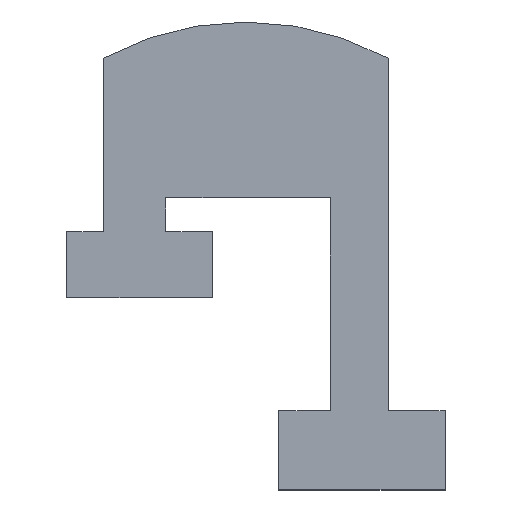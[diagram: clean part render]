
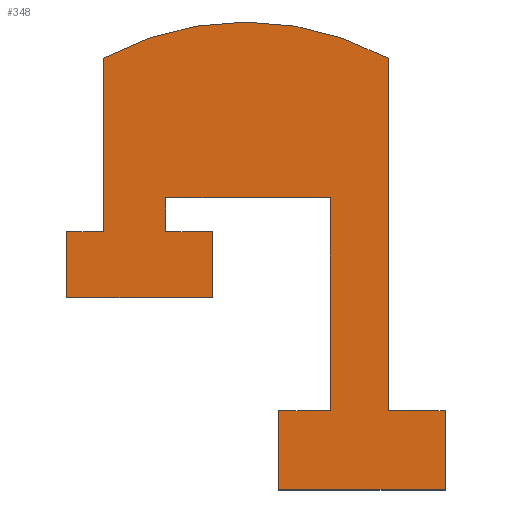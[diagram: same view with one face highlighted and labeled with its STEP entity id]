
A CAD part, top view. The second image highlights one B-rep face of the part: STEP entity #348.
In plain terms, the highlighted planar face has unit normal (0, 0, 1).
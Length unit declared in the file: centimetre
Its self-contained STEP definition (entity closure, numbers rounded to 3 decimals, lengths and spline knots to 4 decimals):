
#1 = EDGE_CURVE ( 'NONE', #393, #42, #228, .T. ) ;
#2 = ORIENTED_EDGE ( 'NONE', *, *, #387, .F. ) ;
#5 = VERTEX_POINT ( 'NONE', #424 ) ;
#7 = VECTOR ( 'NONE', #69, 100. ) ;
#15 = CARTESIAN_POINT ( 'NONE',  ( -2.1949, -1.1155, 2. ) ) ;
#24 = CARTESIAN_POINT ( 'NONE',  ( 3.5983, -7.0135, 2. ) ) ;
#29 = CARTESIAN_POINT ( 'NONE',  ( -6.9791, -3.2925, 2. ) ) ;
#30 = VECTOR ( 'NONE', #410, 100. ) ;
#35 = VECTOR ( 'NONE', #391, 100. ) ;
#42 = VERTEX_POINT ( 'NONE', #76 ) ;
#45 = VERTEX_POINT ( 'NONE', #176 ) ;
#50 = ORIENTED_EDGE ( 'NONE', *, *, #388, .T. ) ;
#52 = CARTESIAN_POINT ( 'NONE',  ( -6.9791, -1.1155, 2. ) ) ;
#59 = DIRECTION ( 'NONE',  ( -1., 0., 0. ) ) ;
#68 = DIRECTION ( 'NONE',  ( 1., 0., 0. ) ) ;
#69 = DIRECTION ( 'NONE',  ( -1., 0., 0. ) ) ;
#75 = EDGE_CURVE ( 'NONE', #531, #344, #277, .T. ) ;
#76 = CARTESIAN_POINT ( 'NONE',  ( 3.5983, 4.5936, 2. ) ) ;
#79 = VECTOR ( 'NONE', #599, 100. ) ;
#85 = VECTOR ( 'NONE', #59, 100. ) ;
#90 = CARTESIAN_POINT ( 'NONE',  ( -5.7858, 4.5936, 2. ) ) ;
#98 = VERTEX_POINT ( 'NONE', #455 ) ;
#100 = VERTEX_POINT ( 'NONE', #259 ) ;
#102 = CARTESIAN_POINT ( 'NONE',  ( 1.6952, 0., 2. ) ) ;
#105 = LINE ( 'NONE', #256, #30 ) ;
#122 = ORIENTED_EDGE ( 'NONE', *, *, #593, .F. ) ;
#123 = EDGE_CURVE ( 'NONE', #42, #140, #171, .T. ) ;
#135 = VECTOR ( 'NONE', #205, 100. ) ;
#138 = VERTEX_POINT ( 'NONE', #513 ) ;
#140 = VERTEX_POINT ( 'NONE', #24 ) ;
#144 = ORIENTED_EDGE ( 'NONE', *, *, #435, .T. ) ;
#149 = ORIENTED_EDGE ( 'NONE', *, *, #495, .T. ) ;
#150 = EDGE_CURVE ( 'NONE', #204, #565, #213, .T. ) ;
#155 = CARTESIAN_POINT ( 'NONE',  ( 0., -9.6207, 2. ) ) ;
#157 = ORIENTED_EDGE ( 'NONE', *, *, #326, .T. ) ;
#161 = EDGE_CURVE ( 'NONE', #98, #5, #105, .T. ) ;
#171 = LINE ( 'NONE', #467, #360 ) ;
#173 = EDGE_LOOP ( 'NONE', ( #2, #200, #192, #551, #149, #157, #484, #442, #501, #587, #408, #50, #385, #144, #392, #122 ) ) ;
#176 = CARTESIAN_POINT ( 'NONE',  ( -2.1949, -3.2925, 2. ) ) ;
#179 = DIRECTION ( 'NONE',  ( 0., -1., 0. ) ) ;
#183 = DIRECTION ( 'NONE',  ( 0., 0., 1. ) ) ;
#186 = LINE ( 'NONE', #389, #608 ) ;
#189 = VERTEX_POINT ( 'NONE', #309 ) ;
#190 = LINE ( 'NONE', #485, #35 ) ;
#192 = ORIENTED_EDGE ( 'NONE', *, *, #434, .T. ) ;
#200 = ORIENTED_EDGE ( 'NONE', *, *, #487, .T. ) ;
#204 = VERTEX_POINT ( 'NONE', #370 ) ;
#205 = DIRECTION ( 'NONE',  ( 0., 1., 0. ) ) ;
#213 = LINE ( 'NONE', #155, #540 ) ;
#228 = CIRCLE ( 'NONE', #562, 9.823 ) ;
#235 = CARTESIAN_POINT ( 'NONE',  ( -3.7187, -1.1155, 2. ) ) ;
#240 = CARTESIAN_POINT ( 'NONE',  ( 0., -7.0135, 2. ) ) ;
#242 = VERTEX_POINT ( 'NONE', #329 ) ;
#254 = EDGE_CURVE ( 'NONE', #5, #312, #186, .T. ) ;
#256 = CARTESIAN_POINT ( 'NONE',  ( -6.9791, -1.1155, 2. ) ) ;
#259 = CARTESIAN_POINT ( 'NONE',  ( 1.6952, -7.0135, 2. ) ) ;
#272 = DIRECTION ( 'NONE',  ( 0., -1., 0. ) ) ;
#274 = VECTOR ( 'NONE', #441, 100. ) ;
#277 = LINE ( 'NONE', #522, #427 ) ;
#286 = VECTOR ( 'NONE', #356, 100. ) ;
#291 = LINE ( 'NONE', #52, #85 ) ;
#295 = LINE ( 'NONE', #240, #274 ) ;
#302 = DIRECTION ( 'NONE',  ( 1., 0., 0. ) ) ;
#304 = CARTESIAN_POINT ( 'NONE',  ( 5.4749, -7.0135, 2. ) ) ;
#307 = AXIS2_PLACEMENT_3D ( 'NONE', #576, #183, #482 ) ;
#308 = DIRECTION ( 'NONE',  ( 0., 1., 0. ) ) ;
#309 = CARTESIAN_POINT ( 'NONE',  ( -2.1949, -1.1155, 2. ) ) ;
#312 = VERTEX_POINT ( 'NONE', #29 ) ;
#313 = LINE ( 'NONE', #512, #7 ) ;
#326 = EDGE_CURVE ( 'NONE', #581, #140, #437, .T. ) ;
#329 = CARTESIAN_POINT ( 'NONE',  ( 0., -7.0135, 2. ) ) ;
#344 = VERTEX_POINT ( 'NONE', #235 ) ;
#348 = ADVANCED_FACE ( 'NONE', ( #630 ), #622, .T. ) ;
#352 = LINE ( 'NONE', #508, #286 ) ;
#356 = DIRECTION ( 'NONE',  ( 0., -1., 0. ) ) ;
#360 = VECTOR ( 'NONE', #571, 100. ) ;
#367 = CARTESIAN_POINT ( 'NONE',  ( 5.4749, -7.0135, 2. ) ) ;
#370 = CARTESIAN_POINT ( 'NONE',  ( 0., -9.6207, 2. ) ) ;
#385 = ORIENTED_EDGE ( 'NONE', *, *, #481, .T. ) ;
#387 = EDGE_CURVE ( 'NONE', #100, #138, #539, .T. ) ;
#388 = EDGE_CURVE ( 'NONE', #312, #45, #190, .T. ) ;
#389 = CARTESIAN_POINT ( 'NONE',  ( -6.9791, -1.1155, 2. ) ) ;
#391 = DIRECTION ( 'NONE',  ( 1., 0., 0. ) ) ;
#392 = ORIENTED_EDGE ( 'NONE', *, *, #75, .F. ) ;
#393 = VERTEX_POINT ( 'NONE', #90 ) ;
#408 = ORIENTED_EDGE ( 'NONE', *, *, #254, .T. ) ;
#410 = DIRECTION ( 'NONE',  ( -1., 0., 0. ) ) ;
#417 = CARTESIAN_POINT ( 'NONE',  ( -1.0938, -4.0364, 2. ) ) ;
#418 = DIRECTION ( 'NONE',  ( 0., 1., 0. ) ) ;
#424 = CARTESIAN_POINT ( 'NONE',  ( -6.9791, -1.1155, 2. ) ) ;
#426 = DIRECTION ( 'NONE',  ( -1., 0., 0. ) ) ;
#427 = VECTOR ( 'NONE', #272, 100. ) ;
#432 = VECTOR ( 'NONE', #418, 100. ) ;
#434 = EDGE_CURVE ( 'NONE', #242, #204, #352, .T. ) ;
#435 = EDGE_CURVE ( 'NONE', #189, #344, #291, .T. ) ;
#437 = LINE ( 'NONE', #572, #527 ) ;
#441 = DIRECTION ( 'NONE',  ( -1., 0., 0. ) ) ;
#442 = ORIENTED_EDGE ( 'NONE', *, *, #1, .F. ) ;
#455 = CARTESIAN_POINT ( 'NONE',  ( -5.7858, -1.1155, 2. ) ) ;
#457 = LINE ( 'NONE', #15, #135 ) ;
#467 = CARTESIAN_POINT ( 'NONE',  ( 3.5983, 0., 2. ) ) ;
#481 = EDGE_CURVE ( 'NONE', #45, #189, #457, .T. ) ;
#482 = DIRECTION ( 'NONE',  ( 1., 0., 0. ) ) ;
#484 = ORIENTED_EDGE ( 'NONE', *, *, #123, .F. ) ;
#485 = CARTESIAN_POINT ( 'NONE',  ( -6.9791, -3.2925, 2. ) ) ;
#487 = EDGE_CURVE ( 'NONE', #100, #242, #295, .T. ) ;
#495 = EDGE_CURVE ( 'NONE', #565, #581, #502, .T. ) ;
#501 = ORIENTED_EDGE ( 'NONE', *, *, #586, .F. ) ;
#502 = LINE ( 'NONE', #304, #79 ) ;
#506 = DIRECTION ( 'NONE',  ( 0., 0., -1. ) ) ;
#508 = CARTESIAN_POINT ( 'NONE',  ( 0., -7.0135, 2. ) ) ;
#512 = CARTESIAN_POINT ( 'NONE',  ( 0., 0., 2. ) ) ;
#513 = CARTESIAN_POINT ( 'NONE',  ( 1.6952, 0., 2. ) ) ;
#522 = CARTESIAN_POINT ( 'NONE',  ( -3.7187, 0., 2. ) ) ;
#527 = VECTOR ( 'NONE', #426, 100. ) ;
#531 = VERTEX_POINT ( 'NONE', #615 ) ;
#539 = LINE ( 'NONE', #102, #625 ) ;
#540 = VECTOR ( 'NONE', #302, 100. ) ;
#551 = ORIENTED_EDGE ( 'NONE', *, *, #150, .T. ) ;
#561 = CARTESIAN_POINT ( 'NONE',  ( 5.4749, -9.6207, 2. ) ) ;
#562 = AXIS2_PLACEMENT_3D ( 'NONE', #417, #506, #68 ) ;
#565 = VERTEX_POINT ( 'NONE', #561 ) ;
#566 = CARTESIAN_POINT ( 'NONE',  ( -5.7858, 0., 2. ) ) ;
#569 = LINE ( 'NONE', #566, #432 ) ;
#571 = DIRECTION ( 'NONE',  ( 0., -1., 0. ) ) ;
#572 = CARTESIAN_POINT ( 'NONE',  ( 0., -7.0135, 2. ) ) ;
#576 = CARTESIAN_POINT ( 'NONE',  ( 0., 0., 2. ) ) ;
#581 = VERTEX_POINT ( 'NONE', #367 ) ;
#586 = EDGE_CURVE ( 'NONE', #98, #393, #569, .T. ) ;
#587 = ORIENTED_EDGE ( 'NONE', *, *, #161, .T. ) ;
#593 = EDGE_CURVE ( 'NONE', #138, #531, #313, .T. ) ;
#599 = DIRECTION ( 'NONE',  ( 0., 1., 0. ) ) ;
#608 = VECTOR ( 'NONE', #179, 100. ) ;
#615 = CARTESIAN_POINT ( 'NONE',  ( -3.7187, 0., 2. ) ) ;
#622 = PLANE ( 'NONE',  #307 ) ;
#625 = VECTOR ( 'NONE', #308, 100. ) ;
#630 = FACE_OUTER_BOUND ( 'NONE', #173, .T. ) ;
